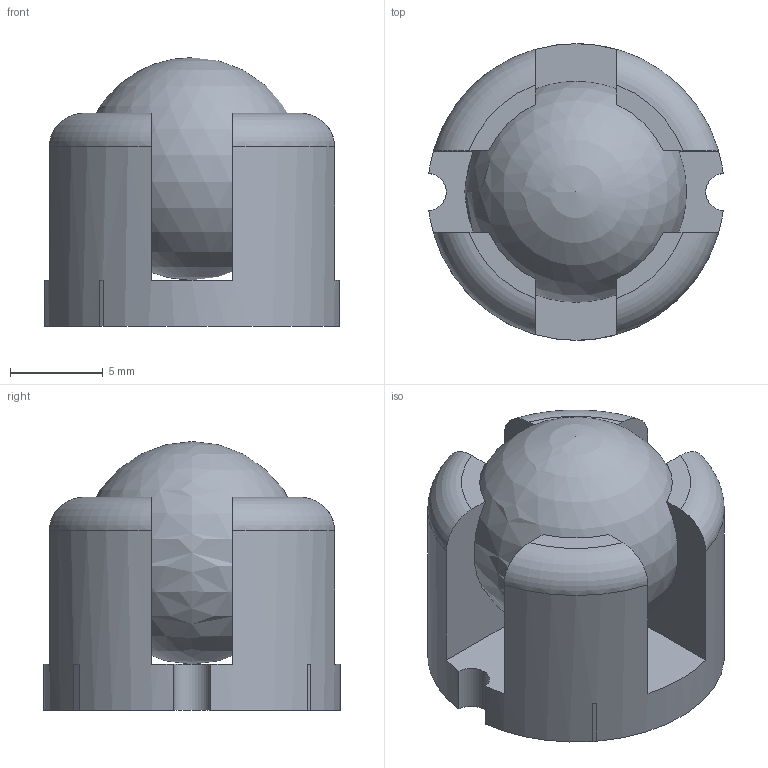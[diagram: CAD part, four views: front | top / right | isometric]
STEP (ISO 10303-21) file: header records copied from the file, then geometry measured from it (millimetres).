
FILE_DESCRIPTION(/* description */ (''),/* implementation_level */ '2;1');
FILE_NAME(/* name */ 'сфер.подшип.stp',/* time_stamp */ '2025-02-10T22:19:16+03:00',/* author */ ('Admin'),/* organization */ (''),/* preprocessor_version */ 'ST-DEVELOPER v18.1',/* originating_system */ 'Autodesk Inventor 2022',/* authorisation */ '');
FILE_SCHEMA (('AUTOMOTIVE_DESIGN { 1 0 10303 214 3 1 1 }'));
Length unit declared in the file: metre
Products named in the file (3): сфер.подшип; Caster Geometry; Ball
Assembly tree (2 placements, depth 2):
  сфер.подшип
    Caster Geometry
    Ball
Bounding box: 15.88 x 16 x 14.5 mm (x, y, z)
Volume: 1949.8 mm3; surface area: 1580.7 mm2
Topology: 2 solids, 2 shells, 33 faces, 93 edges, 62 vertices
Faces by surface type: plane 20, sphere 5, cylinder 4, torus 4
Entity records: 1253 total; most frequent: CARTESIAN_POINT 263, DIRECTION 196, ORIENTED_EDGE 182, EDGE_CURVE 91, AXIS2_PLACEMENT_3D 75, VERTEX_POINT 62, LINE 46, VECTOR 46
